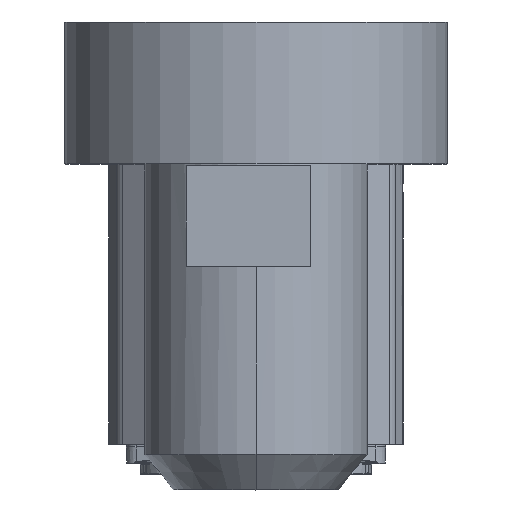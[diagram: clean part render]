
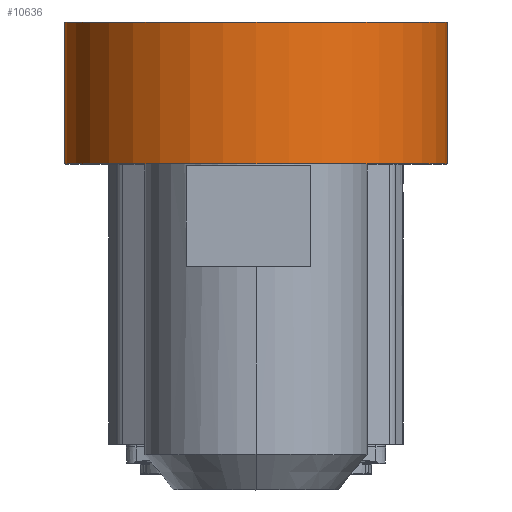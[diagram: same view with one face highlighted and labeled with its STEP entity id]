
A CAD part, top view. The second image highlights one B-rep face of the part: STEP entity #10636.
In plain terms, the highlighted cylindrical face has radius 275 mm (diameter 550 mm), a partial arc.
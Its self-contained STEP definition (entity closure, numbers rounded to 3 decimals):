
#325=CARTESIAN_POINT('',(0.,-138.3,0.));
#326=DIRECTION('',(0.,1.,0.));
#327=DIRECTION('',(-1.,0.,0.));
#328=AXIS2_PLACEMENT_3D('',#325,#326,#327);
#499=DIRECTION('',(0.,-1.,0.));
#500=VECTOR('',#499,203.3);
#501=CARTESIAN_POINT('',(-275.,65.,0.));
#502=LINE('',#501,#500);
#609=CARTESIAN_POINT('',(0.,65.,0.));
#610=DIRECTION('',(0.,-1.,0.));
#611=DIRECTION('',(1.,0.,0.));
#612=AXIS2_PLACEMENT_3D('',#609,#610,#611);
#644=DIRECTION('',(0.,-1.,0.));
#645=VECTOR('',#644,203.3);
#646=CARTESIAN_POINT('',(275.,65.,0.));
#647=LINE('',#646,#645);
#8947=CARTESIAN_POINT('',(-275.,-138.3,0.));
#8948=VERTEX_POINT('',#8947);
#8949=CARTESIAN_POINT('',(275.,-138.3,0.));
#8950=VERTEX_POINT('',#8949);
#9017=CARTESIAN_POINT('',(-275.,65.,0.));
#9018=CARTESIAN_POINT('',(275.,65.,0.));
#9019=VERTEX_POINT('',#9017);
#9020=VERTEX_POINT('',#9018);
#10625=CARTESIAN_POINT('',(0.,65.,0.));
#10626=DIRECTION('',(0.,1.,0.));
#10627=DIRECTION('',(-1.,0.,0.));
#10628=AXIS2_PLACEMENT_3D('',#10625,#10626,#10627);
#10629=CYLINDRICAL_SURFACE('',#10628,275.);
#10630=ORIENTED_EDGE('',*,*,#10602,.F.);
#10631=ORIENTED_EDGE('',*,*,#10591,.T.);
#10632=ORIENTED_EDGE('',*,*,#10352,.F.);
#10633=ORIENTED_EDGE('',*,*,#10539,.F.);
#10634=EDGE_LOOP('',(#10630,#10631,#10632,#10633));
#10635=FACE_OUTER_BOUND('',#10634,.F.);
#10636=ADVANCED_FACE('',(#10635),#10629,.T.);
#329=CIRCLE('',#328,275.);
#613=CIRCLE('',#612,275.);
#10352=EDGE_CURVE('',#8948,#8950,#329,.T.);
#10539=EDGE_CURVE('',#9019,#8948,#502,.T.);
#10591=EDGE_CURVE('',#9020,#8950,#647,.T.);
#10602=EDGE_CURVE('',#9020,#9019,#613,.T.);
